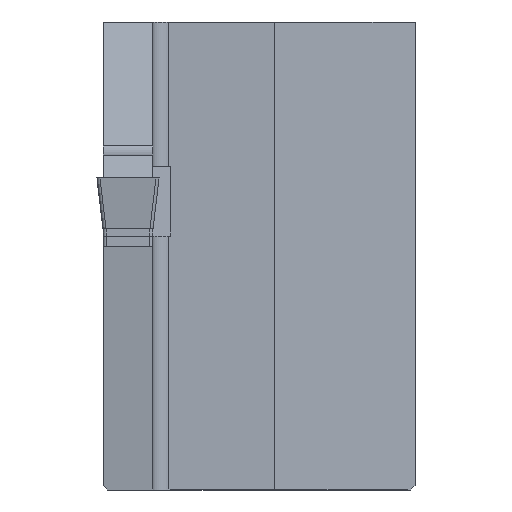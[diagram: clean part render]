
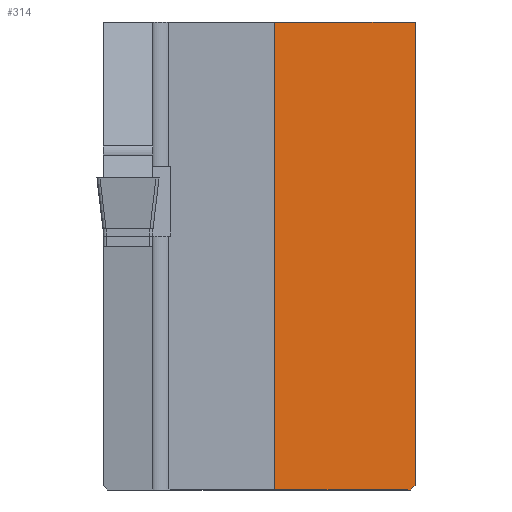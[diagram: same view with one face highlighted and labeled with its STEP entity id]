
A CAD part, left-side view. The second image highlights one B-rep face of the part: STEP entity #314.
In plain terms, the highlighted planar face has unit normal (-0.707, -0.707, 0).
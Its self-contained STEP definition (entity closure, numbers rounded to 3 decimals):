
#314=ADVANCED_FACE('',(#436),#381,.F.);
#381=PLANE('',#1494);
#436=FACE_OUTER_BOUND('',#503,.T.);
#503=EDGE_LOOP('',(#677,#678,#679,#680,#681));
#677=ORIENTED_EDGE('',*,*,#1058,.F.);
#678=ORIENTED_EDGE('',*,*,#1049,.F.);
#679=ORIENTED_EDGE('',*,*,#1017,.F.);
#680=ORIENTED_EDGE('',*,*,#1012,.F.);
#681=ORIENTED_EDGE('',*,*,#1055,.F.);
#906=VERTEX_POINT('',#1898);
#907=VERTEX_POINT('',#1900);
#911=VERTEX_POINT('',#1910);
#937=VERTEX_POINT('',#1972);
#943=VERTEX_POINT('',#1986);
#1012=EDGE_CURVE('',#906,#907,#1180,.T.);
#1017=EDGE_CURVE('',#907,#911,#1184,.T.);
#1049=EDGE_CURVE('',#911,#937,#1213,.T.);
#1055=EDGE_CURVE('',#943,#906,#1219,.T.);
#1058=EDGE_CURVE('',#937,#943,#1222,.T.);
#1180=LINE('',#1899,#1323);
#1184=LINE('',#1909,#1327);
#1213=LINE('',#1974,#1356);
#1219=LINE('',#1987,#1362);
#1222=LINE('',#1991,#1365);
#1323=VECTOR('',#1564,1.);
#1327=VECTOR('',#1572,1.);
#1356=VECTOR('',#1619,1.);
#1362=VECTOR('',#1627,1.);
#1365=VECTOR('',#1632,1.);
#1494=AXIS2_PLACEMENT_3D('',#2039,#1688,#1689);
#1564=DIRECTION('',(0.707,-0.707,0.));
#1572=DIRECTION('',(0.,0.,-1.));
#1619=DIRECTION('',(-0.577,0.577,-0.577));
#1627=DIRECTION('',(0.,0.,1.));
#1632=DIRECTION('',(-0.707,0.707,0.));
#1688=DIRECTION('',(0.707,0.707,0.));
#1689=DIRECTION('',(0.707,-0.707,0.));
#1898=CARTESIAN_POINT('',(21.,-11.,10.));
#1899=CARTESIAN_POINT('',(21.,-11.,10.));
#1900=CARTESIAN_POINT('',(30.,-20.,10.));
#1909=CARTESIAN_POINT('',(30.,-20.,-30.));
#1910=CARTESIAN_POINT('',(30.,-20.,-19.7));
#1972=CARTESIAN_POINT('',(29.7,-19.7,-20.));
#1974=CARTESIAN_POINT('',(20.567,-10.567,-29.133));
#1986=CARTESIAN_POINT('',(21.,-11.,-20.));
#1987=CARTESIAN_POINT('',(21.,-11.,-30.));
#1991=CARTESIAN_POINT('',(21.,-11.,-20.));
#2039=CARTESIAN_POINT('',(21.,-11.,-30.));
